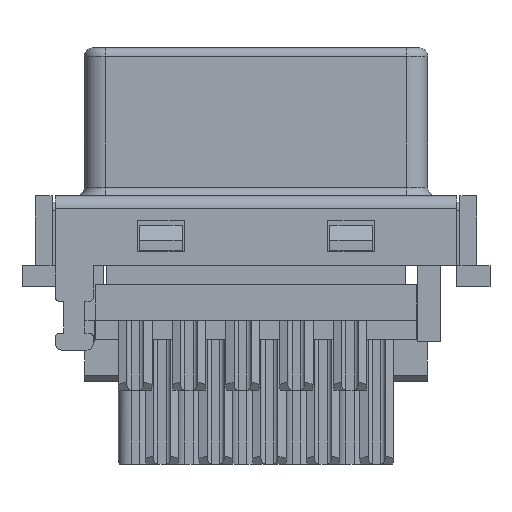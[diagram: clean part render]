
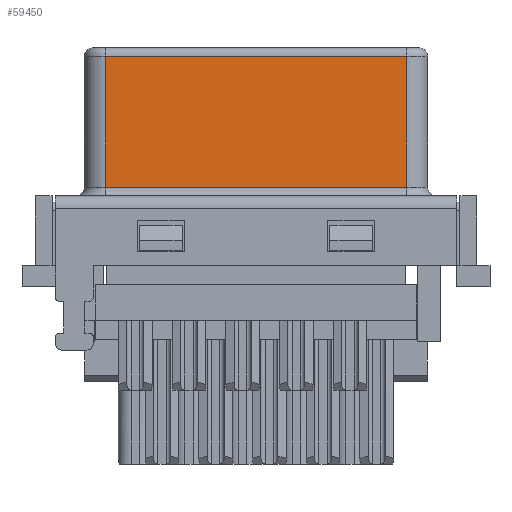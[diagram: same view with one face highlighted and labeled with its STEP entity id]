
A CAD part, front view. The second image highlights one B-rep face of the part: STEP entity #59450.
In plain terms, the highlighted planar face has unit normal (0, -1, 0).
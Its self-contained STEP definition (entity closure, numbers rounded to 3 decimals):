
#19450=CARTESIAN_POINT('',(-7.125,-2.75,12.5));
#19460=VERTEX_POINT('',#19450);
#19490=CARTESIAN_POINT('',(-7.125,-2.75,12.5));
#19500=DIRECTION('',(0.,0.,-1.));
#19510=VECTOR('',#19500,1.);
#19520=LINE('',#19490,#19510);
#19530=CARTESIAN_POINT('',(-7.125,-2.75,6.3));
#19540=VERTEX_POINT('',#19530);
#19550=EDGE_CURVE('',#19460,#19540,#19520,.T.);
#59150=CARTESIAN_POINT('',(-7.481,-2.75,12.655));
#59160=DIRECTION('',(0.,-1.,0.));
#59170=DIRECTION('',(1.,0.,0.));
#59180=AXIS2_PLACEMENT_3D('',#59150,#59160,#59170);
#59190=PLANE('',#59180);
#59200=CARTESIAN_POINT('',(7.125,-2.75,12.5));
#59210=DIRECTION('',(0.,0.,-1.));
#59220=VECTOR('',#59210,1.);
#59230=LINE('',#59200,#59220);
#59240=CARTESIAN_POINT('',(7.125,-2.75,12.5));
#59250=VERTEX_POINT('',#59240);
#59260=CARTESIAN_POINT('',(7.125,-2.75,6.3));
#59270=VERTEX_POINT('',#59260);
#59280=EDGE_CURVE('',#59250,#59270,#59230,.T.);
#59290=ORIENTED_EDGE('',*,*,#59280,.F.);
#59300=CARTESIAN_POINT('',(7.125,-2.75,6.3));
#59310=DIRECTION('',(-1.,0.,0.));
#59320=VECTOR('',#59310,1.);
#59330=LINE('',#59300,#59320);
#59340=EDGE_CURVE('',#59270,#19540,#59330,.T.);
#59350=ORIENTED_EDGE('',*,*,#59340,.F.);
#59360=ORIENTED_EDGE('',*,*,#19550,.T.);
#59370=CARTESIAN_POINT('',(7.125,-2.75,12.5));
#59380=DIRECTION('',(-1.,0.,0.));
#59390=VECTOR('',#59380,1.);
#59400=LINE('',#59370,#59390);
#59410=EDGE_CURVE('',#59250,#19460,#59400,.T.);
#59420=ORIENTED_EDGE('',*,*,#59410,.T.);
#59430=EDGE_LOOP('',(#59420,#59360,#59350,#59290));
#59440=FACE_OUTER_BOUND('',#59430,.T.);
#59450=ADVANCED_FACE('',(#59440),#59190,.T.);
